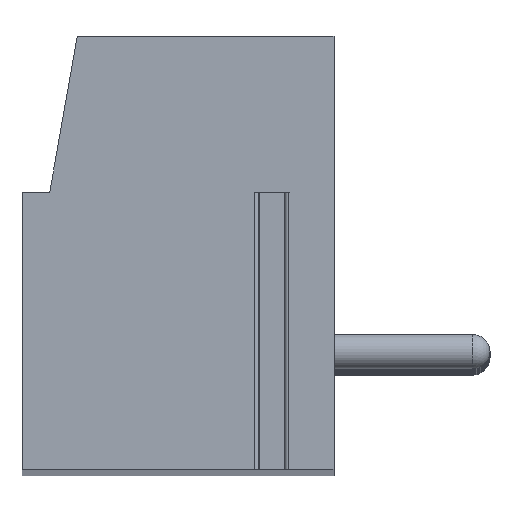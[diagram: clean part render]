
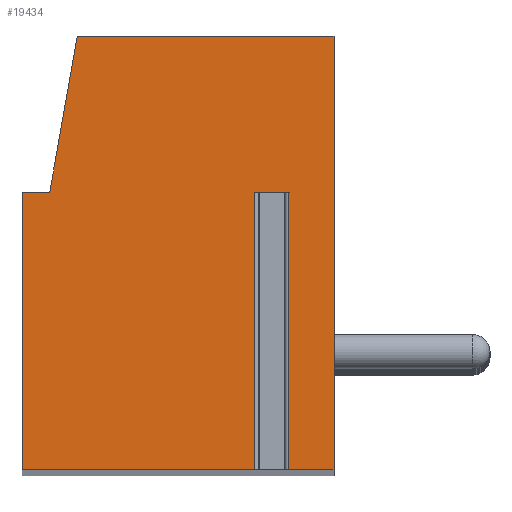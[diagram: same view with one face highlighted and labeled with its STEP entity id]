
A CAD part, top view. The second image highlights one B-rep face of the part: STEP entity #19434.
In plain terms, the highlighted planar face has unit normal (0, 0, 1).
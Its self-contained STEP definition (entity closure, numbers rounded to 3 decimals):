
#13=DIRECTION('',(-1.,0.,0.));
#14=VECTOR('',#13,0.958);
#15=CARTESIAN_POINT('',(3.179,1.75,102.5));
#16=LINE('',#15,#14);
#17=DIRECTION('',(0.,-1.,0.));
#18=VECTOR('',#17,8.);
#19=CARTESIAN_POINT('',(2.221,1.75,102.5));
#20=LINE('',#19,#18);
#21=DIRECTION('',(1.,0.,0.));
#22=VECTOR('',#21,6.721);
#23=CARTESIAN_POINT('',(-4.5,-6.25,102.5));
#24=LINE('',#23,#22);
#25=DIRECTION('',(0.,-1.,0.));
#26=VECTOR('',#25,8.);
#27=CARTESIAN_POINT('',(-4.5,1.75,102.5));
#28=LINE('',#27,#26);
#29=DIRECTION('',(-1.,0.,0.));
#30=VECTOR('',#29,0.8);
#31=CARTESIAN_POINT('',(-3.7,1.75,102.5));
#32=LINE('',#31,#30);
#33=DIRECTION('',(-0.174,-0.985,0.));
#34=VECTOR('',#33,4.569);
#35=CARTESIAN_POINT('',(-2.907,6.25,102.5));
#36=LINE('',#35,#34);
#37=DIRECTION('',(-1.,0.,0.));
#38=VECTOR('',#37,7.407);
#39=CARTESIAN_POINT('',(4.5,6.25,102.5));
#40=LINE('',#39,#38);
#41=DIRECTION('',(0.,1.,0.));
#42=VECTOR('',#41,12.5);
#43=CARTESIAN_POINT('',(4.5,-6.25,102.5));
#44=LINE('',#43,#42);
#45=DIRECTION('',(1.,0.,0.));
#46=VECTOR('',#45,1.321);
#47=CARTESIAN_POINT('',(3.179,-6.25,102.5));
#48=LINE('',#47,#46);
#49=DIRECTION('',(0.,-1.,0.));
#50=VECTOR('',#49,8.);
#51=CARTESIAN_POINT('',(3.179,1.75,102.5));
#52=LINE('',#51,#50);
#15413=CARTESIAN_POINT('',(-2.907,6.25,102.5));
#15414=CARTESIAN_POINT('',(-3.7,1.75,102.5));
#15415=VERTEX_POINT('',#15413);
#15416=VERTEX_POINT('',#15414);
#15417=CARTESIAN_POINT('',(-4.5,1.75,102.5));
#15418=VERTEX_POINT('',#15417);
#15419=CARTESIAN_POINT('',(-4.5,-6.25,102.5));
#15420=VERTEX_POINT('',#15419);
#15421=CARTESIAN_POINT('',(4.5,-6.25,102.5));
#15422=CARTESIAN_POINT('',(4.5,6.25,102.5));
#15423=VERTEX_POINT('',#15421);
#15424=VERTEX_POINT('',#15422);
#15481=CARTESIAN_POINT('',(3.179,1.75,102.5));
#15482=CARTESIAN_POINT('',(2.221,1.75,102.5));
#15483=VERTEX_POINT('',#15481);
#15484=VERTEX_POINT('',#15482);
#15485=CARTESIAN_POINT('',(3.179,-6.25,102.5));
#15486=VERTEX_POINT('',#15485);
#15487=CARTESIAN_POINT('',(2.221,-6.25,102.5));
#15488=VERTEX_POINT('',#15487);
#19407=CARTESIAN_POINT('',(0.,0.,102.5));
#19408=DIRECTION('',(0.,0.,1.));
#19409=DIRECTION('',(1.,0.,0.));
#19410=AXIS2_PLACEMENT_3D('',#19407,#19408,#19409);
#19411=PLANE('',#19410);
#19413=ORIENTED_EDGE('',*,*,#19412,.T.);
#19415=ORIENTED_EDGE('',*,*,#19414,.T.);
#19417=ORIENTED_EDGE('',*,*,#19416,.F.);
#19419=ORIENTED_EDGE('',*,*,#19418,.F.);
#19421=ORIENTED_EDGE('',*,*,#19420,.F.);
#19423=ORIENTED_EDGE('',*,*,#19422,.F.);
#19425=ORIENTED_EDGE('',*,*,#19424,.F.);
#19427=ORIENTED_EDGE('',*,*,#19426,.F.);
#19429=ORIENTED_EDGE('',*,*,#19428,.F.);
#19431=ORIENTED_EDGE('',*,*,#19430,.F.);
#19432=EDGE_LOOP('',(#19413,#19415,#19417,#19419,#19421,#19423,#19425,#19427,
#19429,#19431));
#19433=FACE_OUTER_BOUND('',#19432,.F.);
#19412=EDGE_CURVE('',#15483,#15484,#16,.T.);
#19414=EDGE_CURVE('',#15484,#15488,#20,.T.);
#19416=EDGE_CURVE('',#15420,#15488,#24,.T.);
#19418=EDGE_CURVE('',#15418,#15420,#28,.T.);
#19420=EDGE_CURVE('',#15416,#15418,#32,.T.);
#19422=EDGE_CURVE('',#15415,#15416,#36,.T.);
#19424=EDGE_CURVE('',#15424,#15415,#40,.T.);
#19426=EDGE_CURVE('',#15423,#15424,#44,.T.);
#19428=EDGE_CURVE('',#15486,#15423,#48,.T.);
#19430=EDGE_CURVE('',#15483,#15486,#52,.T.);
#19434=ADVANCED_FACE('',(#19433),#19411,.T.);
